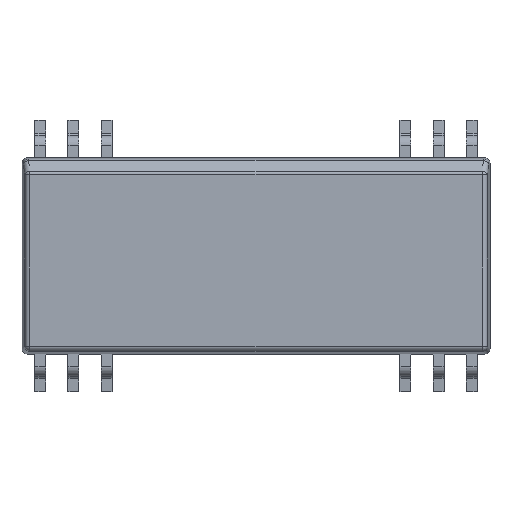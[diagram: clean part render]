
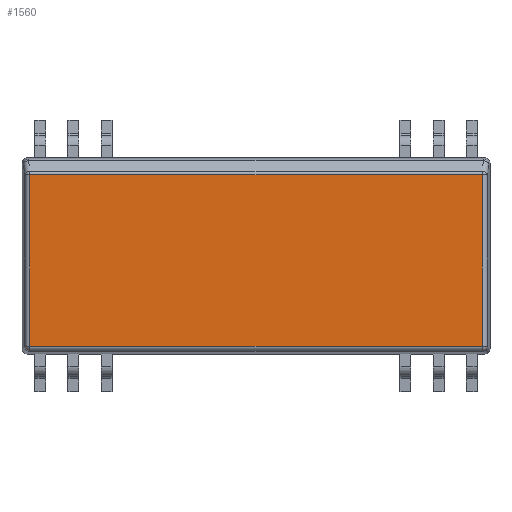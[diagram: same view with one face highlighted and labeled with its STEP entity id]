
A CAD part, top view. The second image highlights one B-rep face of the part: STEP entity #1560.
In plain terms, the highlighted face is planar.
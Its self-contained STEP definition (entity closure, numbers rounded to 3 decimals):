
#392=DIRECTION('',(0.,0.,-1.));
#393=VECTOR('',#392,6.546);
#394=CARTESIAN_POINT('',(8.649,1.013,3.449));
#395=LINE('',#394,#393);
#406=DIRECTION('',(1.,0.,0.));
#407=VECTOR('',#406,17.297);
#408=CARTESIAN_POINT('',(-8.649,1.013,-3.097));
#409=LINE('',#408,#407);
#444=DIRECTION('',(0.,0.,1.));
#445=VECTOR('',#444,6.546);
#446=CARTESIAN_POINT('',(-8.649,1.013,-3.097));
#447=LINE('',#446,#445);
#482=DIRECTION('',(1.,0.,0.));
#483=VECTOR('',#482,17.297);
#484=CARTESIAN_POINT('',(-8.649,1.013,3.449));
#485=LINE('',#484,#483);
#1183=CARTESIAN_POINT('',(-8.649,1.013,3.449));
#1184=CARTESIAN_POINT('',(8.649,1.013,3.449));
#1185=VERTEX_POINT('',#1183);
#1186=VERTEX_POINT('',#1184);
#1251=CARTESIAN_POINT('',(-8.649,1.013,-3.097));
#1252=VERTEX_POINT('',#1251);
#1253=CARTESIAN_POINT('',(8.649,1.013,-3.097));
#1254=VERTEX_POINT('',#1253);
#1546=CARTESIAN_POINT('',(0.,1.013,0.));
#1547=DIRECTION('',(0.,1.,0.));
#1548=DIRECTION('',(1.,0.,0.));
#1549=AXIS2_PLACEMENT_3D('',#1546,#1547,#1548);
#1550=PLANE('',#1549);
#1552=ORIENTED_EDGE('',*,*,#1551,.T.);
#1553=ORIENTED_EDGE('',*,*,#1536,.F.);
#1555=ORIENTED_EDGE('',*,*,#1554,.F.);
#1557=ORIENTED_EDGE('',*,*,#1556,.F.);
#1558=EDGE_LOOP('',(#1552,#1553,#1555,#1557));
#1559=FACE_OUTER_BOUND('',#1558,.F.);
#1560=ADVANCED_FACE('',(#1559),#1550,.T.);
#1536=EDGE_CURVE('',#1186,#1254,#395,.T.);
#1551=EDGE_CURVE('',#1252,#1254,#409,.T.);
#1554=EDGE_CURVE('',#1185,#1186,#485,.T.);
#1556=EDGE_CURVE('',#1252,#1185,#447,.T.);
